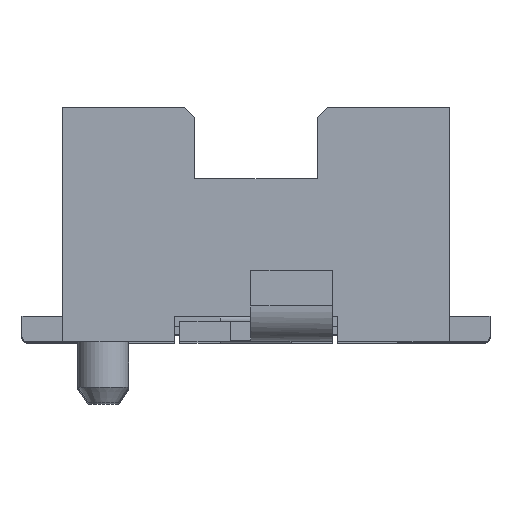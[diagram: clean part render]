
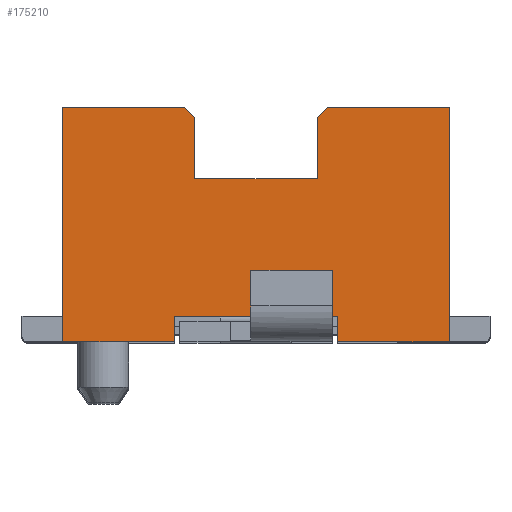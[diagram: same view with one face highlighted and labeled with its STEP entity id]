
A CAD part, top view. The second image highlights one B-rep face of the part: STEP entity #175210.
In plain terms, the highlighted planar face has unit normal (0, 0, 1).
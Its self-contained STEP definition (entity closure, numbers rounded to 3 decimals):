
#15290=CARTESIAN_POINT('',(-10.31,2.55,8.38));
#15300=DIRECTION('',(-1.,0.,0.));
#15310=VECTOR('',#15300,1.);
#15320=LINE('',#15290,#15310);
#15330=CARTESIAN_POINT('',(-10.31,2.55,8.38));
#15340=VERTEX_POINT('',#15330);
#15350=CARTESIAN_POINT('',(-11.51,2.55,8.38));
#15360=VERTEX_POINT('',#15350);
#15370=EDGE_CURVE('',#15340,#15360,#15320,.T.);
#22720=CARTESIAN_POINT('',(-14.11,2.55,8.38));
#22730=VERTEX_POINT('',#22720);
#22760=CARTESIAN_POINT('',(-14.11,0.25,8.38));
#22770=DIRECTION('',(0.,1.,0.));
#22780=VECTOR('',#22770,1.);
#22790=LINE('',#22760,#22780);
#22800=CARTESIAN_POINT('',(-14.11,0.25,8.38));
#22810=VERTEX_POINT('',#22800);
#22820=EDGE_CURVE('',#22810,#22730,#22790,.T.);
#77970=CARTESIAN_POINT('',(-12.91,2.55,8.38));
#77980=VERTEX_POINT('',#77970);
#78010=EDGE_CURVE('',#77980,#22730,#15320,.T.);
#159740=CARTESIAN_POINT('',(-10.31,0.25,8.38));
#159750=VERTEX_POINT('',#159740);
#159780=CARTESIAN_POINT('',(-10.31,0.25,8.38));
#159790=DIRECTION('',(0.,1.,0.));
#159800=VECTOR('',#159790,1.);
#159810=LINE('',#159780,#159800);
#159820=EDGE_CURVE('',#159750,#15340,#159810,.T.);
#169830=CARTESIAN_POINT('',(-13.01,0.25,8.38));
#169840=VERTEX_POINT('',#169830);
#169960=CARTESIAN_POINT('',(-15.25,0.25,8.38));
#169970=DIRECTION('',(1.,0.,0.));
#169980=VECTOR('',#169970,1.);
#169990=LINE('',#169960,#169980);
#170000=EDGE_CURVE('',#22810,#169840,#169990,.T.);
#174450=CARTESIAN_POINT('',(-10.31,0.25,8.38));
#174460=DIRECTION('',(0.,0.,1.));
#174470=DIRECTION('',(-1.,0.,0.));
#174480=AXIS2_PLACEMENT_3D('',#174450,#174460,#174470);
#174490=PLANE('',#174480);
#174500=CARTESIAN_POINT('',(-13.81,0.25,8.38));
#174510=DIRECTION('',(0.707,0.707,0.));
#174520=VECTOR('',#174510,1.);
#174530=LINE('',#174500,#174520);
#174540=CARTESIAN_POINT('',(-11.61,2.45,8.38));
#174550=VERTEX_POINT('',#174540);
#174560=EDGE_CURVE('',#174550,#15360,#174530,.T.);
#174570=ORIENTED_EDGE('',*,*,#174560,.F.);
#174580=ORIENTED_EDGE('',*,*,#15370,.T.);
#174590=ORIENTED_EDGE('',*,*,#159820,.T.);
#174600=CARTESIAN_POINT('',(-11.41,0.25,8.38));
#174610=VERTEX_POINT('',#174600);
#174620=EDGE_CURVE('',#174610,#159750,#169990,.T.);
#174630=ORIENTED_EDGE('',*,*,#174620,.T.);
#174640=CARTESIAN_POINT('',(-11.41,0.25,8.38));
#174650=DIRECTION('',(0.,-1.,0.));
#174660=VECTOR('',#174650,1.);
#174670=LINE('',#174640,#174660);
#174680=CARTESIAN_POINT('',(-11.41,0.5,8.38));
#174690=VERTEX_POINT('',#174680);
#174700=EDGE_CURVE('',#174690,#174610,#174670,.T.);
#174710=ORIENTED_EDGE('',*,*,#174700,.T.);
#174720=CARTESIAN_POINT('',(-15.25,0.5,8.38));
#174730=DIRECTION('',(1.,0.,0.));
#174740=VECTOR('',#174730,1.);
#174750=LINE('',#174720,#174740);
#174760=CARTESIAN_POINT('',(-13.01,0.5,8.38));
#174770=VERTEX_POINT('',#174760);
#174780=EDGE_CURVE('',#174770,#174690,#174750,.T.);
#174790=ORIENTED_EDGE('',*,*,#174780,.T.);
#174800=CARTESIAN_POINT('',(-13.01,0.25,8.38));
#174810=DIRECTION('',(0.,1.,0.));
#174820=VECTOR('',#174810,1.);
#174830=LINE('',#174800,#174820);
#174840=EDGE_CURVE('',#169840,#174770,#174830,.T.);
#174850=ORIENTED_EDGE('',*,*,#174840,.T.);
#174860=ORIENTED_EDGE('',*,*,#170000,.T.);
#174870=ORIENTED_EDGE('',*,*,#22820,.F.);
#174880=ORIENTED_EDGE('',*,*,#78010,.T.);
#174890=CARTESIAN_POINT('',(-10.61,0.25,8.38));
#174900=DIRECTION('',(0.707,-0.707,-0.));
#174910=VECTOR('',#174900,1.);
#174920=LINE('',#174890,#174910);
#174930=CARTESIAN_POINT('',(-12.81,2.45,8.38));
#174940=VERTEX_POINT('',#174930);
#174950=EDGE_CURVE('',#77980,#174940,#174920,.T.);
#174960=ORIENTED_EDGE('',*,*,#174950,.F.);
#174970=CARTESIAN_POINT('',(-12.81,0.25,8.38));
#174980=DIRECTION('',(0.,-1.,0.));
#174990=VECTOR('',#174980,1.);
#175000=LINE('',#174970,#174990);
#175010=CARTESIAN_POINT('',(-12.81,1.85,8.38));
#175020=VERTEX_POINT('',#175010);
#175030=EDGE_CURVE('',#174940,#175020,#175000,.T.);
#175040=ORIENTED_EDGE('',*,*,#175030,.F.);
#175050=CARTESIAN_POINT('',(-12.81,1.85,8.38));
#175060=DIRECTION('',(1.,0.,0.));
#175070=VECTOR('',#175060,1.);
#175080=LINE('',#175050,#175070);
#175090=CARTESIAN_POINT('',(-11.61,1.85,8.38));
#175100=VERTEX_POINT('',#175090);
#175110=EDGE_CURVE('',#175020,#175100,#175080,.T.);
#175120=ORIENTED_EDGE('',*,*,#175110,.F.);
#175130=CARTESIAN_POINT('',(-11.61,0.25,8.38));
#175140=DIRECTION('',(0.,1.,0.));
#175150=VECTOR('',#175140,1.);
#175160=LINE('',#175130,#175150);
#175170=EDGE_CURVE('',#175100,#174550,#175160,.T.);
#175180=ORIENTED_EDGE('',*,*,#175170,.F.);
#175190=EDGE_LOOP('',(#175180,#175120,#175040,#174960,#174880,#174870,
#174860,#174850,#174790,#174710,#174630,#174590,#174580,#174570));
#175200=FACE_OUTER_BOUND('',#175190,.T.);
#175210=ADVANCED_FACE('',(#175200),#174490,.T.);
